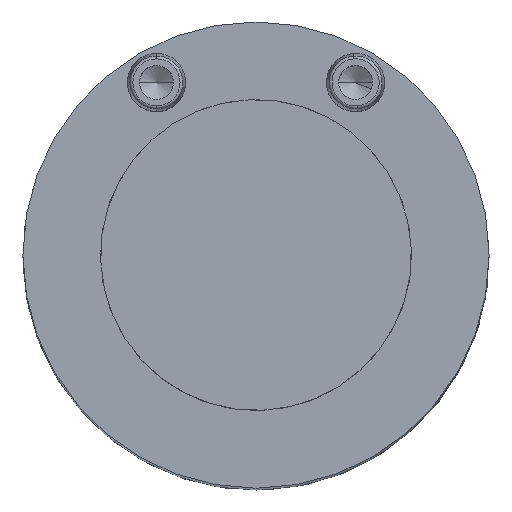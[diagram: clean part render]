
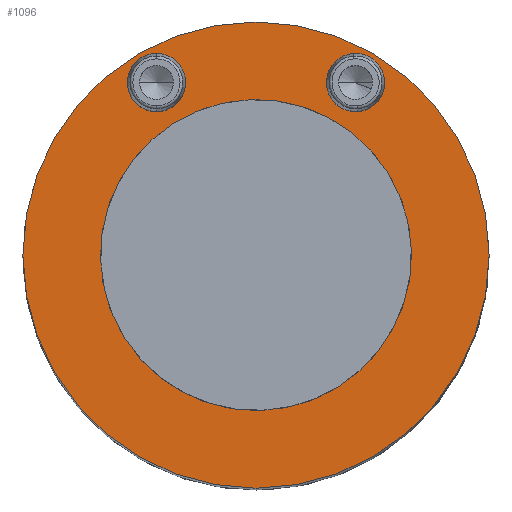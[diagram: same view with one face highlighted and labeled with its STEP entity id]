
A CAD part, top view. The second image highlights one B-rep face of the part: STEP entity #1096.
In plain terms, the highlighted planar face has unit normal (0, 0, 1).
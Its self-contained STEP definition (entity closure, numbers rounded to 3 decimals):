
#65 = VERTEX_POINT ( 'NONE', #1967 ) ;
#71 = CIRCLE ( 'NONE', #389, 16. ) ;
#89 = VERTEX_POINT ( 'NONE', #2912 ) ;
#93 = EDGE_LOOP ( 'NONE', ( #298, #570 ) ) ;
#142 = EDGE_CURVE ( 'NONE', #89, #2330, #824, .T. ) ;
#201 = EDGE_CURVE ( 'NONE', #1596, #673, #2462, .T. ) ;
#219 = DIRECTION ( 'NONE',  ( 1., 0., 0. ) ) ;
#239 = DIRECTION ( 'NONE',  ( 0., 0., 1. ) ) ;
#298 = ORIENTED_EDGE ( 'NONE', *, *, #450, .F. ) ;
#302 = CARTESIAN_POINT ( 'NONE',  ( 0., 0., 107. ) ) ;
#323 = AXIS2_PLACEMENT_3D ( 'NONE', #339, #617, #815 ) ;
#332 = ORIENTED_EDGE ( 'NONE', *, *, #2708, .F. ) ;
#339 = CARTESIAN_POINT ( 'NONE',  ( 0., 0., 107. ) ) ;
#345 = DIRECTION ( 'NONE',  ( 0., 0., -1. ) ) ;
#346 = AXIS2_PLACEMENT_3D ( 'NONE', #2005, #1303, #367 ) ;
#367 = DIRECTION ( 'NONE',  ( 1., 0., 0. ) ) ;
#389 = AXIS2_PLACEMENT_3D ( 'NONE', #1555, #345, #1966 ) ;
#394 = DIRECTION ( 'NONE',  ( 0., 0., -1. ) ) ;
#450 = EDGE_CURVE ( 'NONE', #2280, #1655, #1397, .T. ) ;
#548 = DIRECTION ( 'NONE',  ( 0., 0., -1. ) ) ;
#561 = ORIENTED_EDGE ( 'NONE', *, *, #1886, .F. ) ;
#570 = ORIENTED_EDGE ( 'NONE', *, *, #1635, .F. ) ;
#617 = DIRECTION ( 'NONE',  ( 0., 0., 1. ) ) ;
#673 = VERTEX_POINT ( 'NONE', #3035 ) ;
#751 = CARTESIAN_POINT ( 'NONE',  ( 10.25, 17.754, 107. ) ) ;
#754 = FACE_BOUND ( 'NONE', #946, .T. ) ;
#755 = DIRECTION ( 'NONE',  ( 1., 0., 0. ) ) ;
#784 = DIRECTION ( 'NONE',  ( 0., 0., 1. ) ) ;
#815 = DIRECTION ( 'NONE',  ( 1., 0., 0. ) ) ;
#824 = CIRCLE ( 'NONE', #346, 2.5 ) ;
#835 = FACE_BOUND ( 'NONE', #2322, .T. ) ;
#838 = ORIENTED_EDGE ( 'NONE', *, *, #142, .F. ) ;
#855 = EDGE_CURVE ( 'NONE', #2723, #65, #2943, .T. ) ;
#921 = DIRECTION ( 'NONE',  ( -1., 0., 0. ) ) ;
#946 = EDGE_LOOP ( 'NONE', ( #838, #561 ) ) ;
#977 = AXIS2_PLACEMENT_3D ( 'NONE', #2540, #239, #219 ) ;
#984 = AXIS2_PLACEMENT_3D ( 'NONE', #2092, #2833, #921 ) ;
#1035 = CIRCLE ( 'NONE', #1653, 24. ) ;
#1062 = PLANE ( 'NONE',  #323 ) ;
#1096 = ADVANCED_FACE ( 'NONE', ( #754, #2665, #1156, #835 ), #1062, .T. ) ;
#1119 = AXIS2_PLACEMENT_3D ( 'NONE', #1798, #394, #1348 ) ;
#1148 = CIRCLE ( 'NONE', #977, 2.5 ) ;
#1156 = FACE_OUTER_BOUND ( 'NONE', #1566, .T. ) ;
#1244 = CARTESIAN_POINT ( 'NONE',  ( -10.25, 17.754, 107. ) ) ;
#1303 = DIRECTION ( 'NONE',  ( 0., 0., 1. ) ) ;
#1348 = DIRECTION ( 'NONE',  ( -1., 0., 0. ) ) ;
#1397 = CIRCLE ( 'NONE', #2765, 2.5 ) ;
#1448 = AXIS2_PLACEMENT_3D ( 'NONE', #1244, #2134, #755 ) ;
#1542 = CIRCLE ( 'NONE', #1448, 2.5 ) ;
#1553 = ORIENTED_EDGE ( 'NONE', *, *, #2250, .T. ) ;
#1555 = CARTESIAN_POINT ( 'NONE',  ( 0., 0., 107. ) ) ;
#1566 = EDGE_LOOP ( 'NONE', ( #2333, #332 ) ) ;
#1596 = VERTEX_POINT ( 'NONE', #1841 ) ;
#1635 = EDGE_CURVE ( 'NONE', #1655, #2280, #1148, .T. ) ;
#1653 = AXIS2_PLACEMENT_3D ( 'NONE', #302, #548, #2170 ) ;
#1655 = VERTEX_POINT ( 'NONE', #2668 ) ;
#1798 = CARTESIAN_POINT ( 'NONE',  ( 0., 0., 107. ) ) ;
#1841 = CARTESIAN_POINT ( 'NONE',  ( -24., 0., 107. ) ) ;
#1886 = EDGE_CURVE ( 'NONE', #2330, #89, #1542, .T. ) ;
#1966 = DIRECTION ( 'NONE',  ( -1., 0., 0. ) ) ;
#1967 = CARTESIAN_POINT ( 'NONE',  ( 16., 0., 107. ) ) ;
#2005 = CARTESIAN_POINT ( 'NONE',  ( -10.25, 17.754, 107. ) ) ;
#2031 = CARTESIAN_POINT ( 'NONE',  ( -12.75, 17.754, 107. ) ) ;
#2092 = CARTESIAN_POINT ( 'NONE',  ( 0., 0., 107. ) ) ;
#2134 = DIRECTION ( 'NONE',  ( 0., 0., 1. ) ) ;
#2170 = DIRECTION ( 'NONE',  ( -1., 0., 0. ) ) ;
#2250 = EDGE_CURVE ( 'NONE', #65, #2723, #71, .T. ) ;
#2280 = VERTEX_POINT ( 'NONE', #3008 ) ;
#2322 = EDGE_LOOP ( 'NONE', ( #2519, #1553 ) ) ;
#2330 = VERTEX_POINT ( 'NONE', #2031 ) ;
#2333 = ORIENTED_EDGE ( 'NONE', *, *, #201, .F. ) ;
#2364 = DIRECTION ( 'NONE',  ( 1., 0., 0. ) ) ;
#2462 = CIRCLE ( 'NONE', #1119, 24. ) ;
#2519 = ORIENTED_EDGE ( 'NONE', *, *, #855, .T. ) ;
#2540 = CARTESIAN_POINT ( 'NONE',  ( 10.25, 17.754, 107. ) ) ;
#2665 = FACE_BOUND ( 'NONE', #93, .T. ) ;
#2668 = CARTESIAN_POINT ( 'NONE',  ( 7.75, 17.754, 107. ) ) ;
#2708 = EDGE_CURVE ( 'NONE', #673, #1596, #1035, .T. ) ;
#2723 = VERTEX_POINT ( 'NONE', #2918 ) ;
#2765 = AXIS2_PLACEMENT_3D ( 'NONE', #751, #784, #2364 ) ;
#2833 = DIRECTION ( 'NONE',  ( 0., 0., -1. ) ) ;
#2912 = CARTESIAN_POINT ( 'NONE',  ( -7.75, 17.754, 107. ) ) ;
#2918 = CARTESIAN_POINT ( 'NONE',  ( -16., 0., 107. ) ) ;
#2943 = CIRCLE ( 'NONE', #984, 16. ) ;
#3008 = CARTESIAN_POINT ( 'NONE',  ( 12.75, 17.754, 107. ) ) ;
#3035 = CARTESIAN_POINT ( 'NONE',  ( 24., 0., 107. ) ) ;
